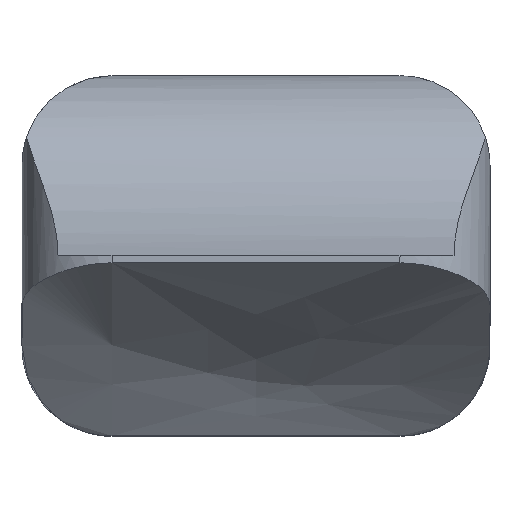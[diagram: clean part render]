
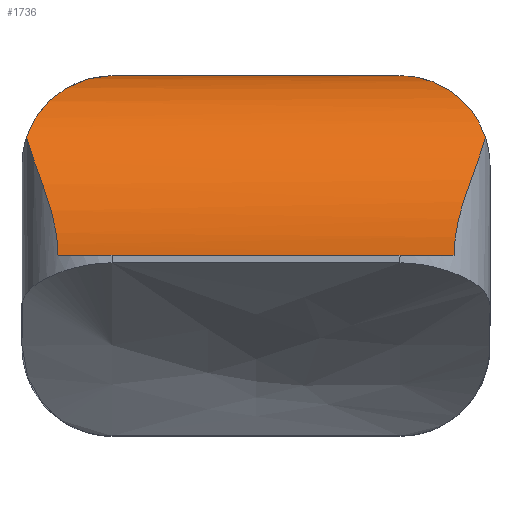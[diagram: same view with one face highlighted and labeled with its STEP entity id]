
A CAD part, top view. The second image highlights one B-rep face of the part: STEP entity #1736.
In plain terms, the highlighted cylindrical face has radius 10 mm (diameter 20 mm), a partial arc.
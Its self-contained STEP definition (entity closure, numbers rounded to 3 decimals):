
#1 = CARTESIAN_POINT ( 'NONE',  ( -11., 0., -1. ) ) ;
#27 = CARTESIAN_POINT ( 'NONE',  ( 10.956, 9.04, -6.711 ) ) ;
#38 = CARTESIAN_POINT ( 'NONE',  ( 8.948, 9.915, -9.656 ) ) ;
#105 = CARTESIAN_POINT ( 'NONE',  ( 11.08, 1.227, -1.057 ) ) ;
#136 = B_SPLINE_CURVE_WITH_KNOTS ( 'NONE', 3,
 ( #2035, #2235, #1433, #249, #1016, #433, #1258, #236, #27, #2060, #1405, #408, #38, #1210, #2010, #211, #1645, #1618 ),
 .UNSPECIFIED., .F., .F.,
 ( 4, 2, 2, 2, 2, 2, 2, 2, 4 ),
 ( 0.002, 0.003, 0.004, 0.006, 0.007, 0.009, 0.01, 0.011, 0.012 ),
 .UNSPECIFIED. ) ;
#172 = EDGE_CURVE ( 'NONE', #1735, #492, #763, .T. ) ;
#180 = CARTESIAN_POINT ( 'NONE',  ( -12.246, 7.657, -4.557 ) ) ;
#197 = CARTESIAN_POINT ( 'NONE',  ( 11., 0., -1. ) ) ;
#211 = CARTESIAN_POINT ( 'NONE',  ( 8.238, 9.996, -10.664 ) ) ;
#219 = FACE_OUTER_BOUND ( 'NONE', #1720, .T. ) ;
#236 = CARTESIAN_POINT ( 'NONE',  ( 11.162, 8.883, -6.392 ) ) ;
#249 = CARTESIAN_POINT ( 'NONE',  ( 12.246, 7.657, -4.557 ) ) ;
#251 = VERTEX_POINT ( 'NONE', #1409 ) ;
#274 = VECTOR ( 'NONE', #1229, 1000. ) ;
#336 = CARTESIAN_POINT ( 'NONE',  ( -12.654, 6.854, -3.707 ) ) ;
#347 = VERTEX_POINT ( 'NONE', #2232 ) ;
#348 = CARTESIAN_POINT ( 'NONE',  ( -11.02, 0.619, -1.014 ) ) ;
#359 = CARTESIAN_POINT ( 'NONE',  ( 11.522, 2.977, -1.449 ) ) ;
#374 = CARTESIAN_POINT ( 'NONE',  ( 12.362, 5.355, -2.55 ) ) ;
#378 = CARTESIAN_POINT ( 'NONE',  ( -11.556, 8.525, -5.76 ) ) ;
#408 = CARTESIAN_POINT ( 'NONE',  ( 9.184, 9.864, -9.321 ) ) ;
#433 = CARTESIAN_POINT ( 'NONE',  ( 11.742, 8.328, -5.451 ) ) ;
#492 = VERTEX_POINT ( 'NONE', #876 ) ;
#504 = CARTESIAN_POINT ( 'NONE',  ( 11.275, 2.112, -1.221 ) ) ;
#567 = CARTESIAN_POINT ( 'NONE',  ( -11., 0., -1. ) ) ;
#614 = EDGE_CURVE ( 'NONE', #2336, #347, #2359, .T. ) ;
#645 = CARTESIAN_POINT ( 'NONE',  ( 17., 0., -1. ) ) ;
#708 = CARTESIAN_POINT ( 'NONE',  ( 12.753, 6.553, -3.447 ) ) ;
#711 = CARTESIAN_POINT ( 'NONE',  ( -12.09, 4.606, -2.119 ) ) ;
#720 = CARTESIAN_POINT ( 'NONE',  ( 12.613, 6.089, -3.062 ) ) ;
#724 = CARTESIAN_POINT ( 'NONE',  ( -11.148, 1.536, -1.114 ) ) ;
#726 = EDGE_CURVE ( 'NONE', #1735, #1318, #2449, .T. ) ;
#763 = B_SPLINE_CURVE_WITH_KNOTS ( 'NONE', 3,
 ( #956, #2173, #105, #504, #925, #359, #1962, #1327, #1765, #374, #1722, #720, #1906, #708 ),
 .UNSPECIFIED., .F., .F.,
 ( 4, 2, 2, 2, 2, 2, 4 ),
 ( 0., 0.002, 0.003, 0.004, 0.006, 0.006, 0.007 ),
 .UNSPECIFIED. ) ;
#772 = CARTESIAN_POINT ( 'NONE',  ( -9.877, 9.659, -8.325 ) ) ;
#789 = DIRECTION ( 'NONE',  ( -1., 0., 0. ) ) ;
#793 = ORIENTED_EDGE ( 'NONE', *, *, #1988, .T. ) ;
#827 = CYLINDRICAL_SURFACE ( 'NONE', #1276, 10. ) ;
#876 = CARTESIAN_POINT ( 'NONE',  ( 12.753, 6.553, -3.447 ) ) ;
#915 = CARTESIAN_POINT ( 'NONE',  ( -12.184, 4.863, -2.257 ) ) ;
#925 = CARTESIAN_POINT ( 'NONE',  ( 11.353, 2.405, -1.289 ) ) ;
#956 = CARTESIAN_POINT ( 'NONE',  ( 11., 0., -1. ) ) ;
#1016 = CARTESIAN_POINT ( 'NONE',  ( 12.087, 7.894, -4.85 ) ) ;
#1051 = DIRECTION ( 'NONE',  ( -1., 0., 0. ) ) ;
#1089 = B_SPLINE_CURVE_WITH_KNOTS ( 'NONE', 3,
 ( #1330, #1713, #2539, #915, #711, #2347, #2160, #1344, #1737, #724, #1950, #348, #1102, #567 ),
 .UNSPECIFIED., .F., .F.,
 ( 4, 2, 2, 2, 2, 2, 4 ),
 ( 0., 0.002, 0.003, 0.004, 0.006, 0.006, 0.007 ),
 .UNSPECIFIED. ) ;
#1102 = CARTESIAN_POINT ( 'NONE',  ( -11., 0.311, -1. ) ) ;
#1135 = CARTESIAN_POINT ( 'NONE',  ( -11.162, 8.883, -6.392 ) ) ;
#1210 = CARTESIAN_POINT ( 'NONE',  ( 8.594, 9.966, -10.16 ) ) ;
#1222 = LINE ( 'NONE', #1842, #2413 ) ;
#1229 = DIRECTION ( 'NONE',  ( -1., 0., 0. ) ) ;
#1258 = CARTESIAN_POINT ( 'NONE',  ( 11.556, 8.525, -5.76 ) ) ;
#1276 = AXIS2_PLACEMENT_3D ( 'NONE', #1821, #789, #2044 ) ;
#1286 = EDGE_CURVE ( 'NONE', #251, #2336, #1222, .T. ) ;
#1318 = VERTEX_POINT ( 'NONE', #1 ) ;
#1327 = CARTESIAN_POINT ( 'NONE',  ( 11.892, 4.075, -1.849 ) ) ;
#1330 = CARTESIAN_POINT ( 'NONE',  ( -12.753, 6.553, -3.447 ) ) ;
#1332 = CARTESIAN_POINT ( 'NONE',  ( -8., 10., -11. ) ) ;
#1344 = CARTESIAN_POINT ( 'NONE',  ( -11.52, 2.986, -1.438 ) ) ;
#1345 = CARTESIAN_POINT ( 'NONE',  ( -12.753, 6.553, -3.447 ) ) ;
#1377 = CARTESIAN_POINT ( 'NONE',  ( -10.323, 9.456, -7.673 ) ) ;
#1405 = CARTESIAN_POINT ( 'NONE',  ( 9.877, 9.659, -8.325 ) ) ;
#1409 = CARTESIAN_POINT ( 'NONE',  ( 8., 10., -11. ) ) ;
#1433 = CARTESIAN_POINT ( 'NONE',  ( 12.529, 7.138, -3.986 ) ) ;
#1618 = CARTESIAN_POINT ( 'NONE',  ( 8., 10., -11. ) ) ;
#1645 = CARTESIAN_POINT ( 'NONE',  ( 8.118, 10., -10.834 ) ) ;
#1672 = ORIENTED_EDGE ( 'NONE', *, *, #726, .F. ) ;
#1713 = CARTESIAN_POINT ( 'NONE',  ( -12.623, 6.095, -3.049 ) ) ;
#1720 = EDGE_LOOP ( 'NONE', ( #1672, #1738, #2370, #2095, #2448, #793 ) ) ;
#1722 = CARTESIAN_POINT ( 'NONE',  ( 12.45, 5.604, -2.713 ) ) ;
#1735 = VERTEX_POINT ( 'NONE', #197 ) ;
#1736 = ADVANCED_FACE ( 'NONE', ( #219 ), #827, .T. ) ;
#1737 = CARTESIAN_POINT ( 'NONE',  ( -11.344, 2.421, -1.279 ) ) ;
#1738 = ORIENTED_EDGE ( 'NONE', *, *, #172, .T. ) ;
#1739 = CARTESIAN_POINT ( 'NONE',  ( -11.742, 8.328, -5.451 ) ) ;
#1765 = CARTESIAN_POINT ( 'NONE',  ( 12.088, 4.598, -2.1 ) ) ;
#1783 = CARTESIAN_POINT ( 'NONE',  ( -12.529, 7.138, -3.986 ) ) ;
#1821 = CARTESIAN_POINT ( 'NONE',  ( 17., 0., -11. ) ) ;
#1842 = CARTESIAN_POINT ( 'NONE',  ( 17., 10., -11. ) ) ;
#1906 = CARTESIAN_POINT ( 'NONE',  ( 12.688, 6.324, -3.248 ) ) ;
#1950 = CARTESIAN_POINT ( 'NONE',  ( -11.093, 1.232, -1.071 ) ) ;
#1962 = CARTESIAN_POINT ( 'NONE',  ( 11.613, 3.256, -1.54 ) ) ;
#1979 = CARTESIAN_POINT ( 'NONE',  ( -12.087, 7.894, -4.85 ) ) ;
#1988 = EDGE_CURVE ( 'NONE', #347, #1318, #1089, .T. ) ;
#2010 = CARTESIAN_POINT ( 'NONE',  ( 8.475, 9.979, -10.328 ) ) ;
#2035 = CARTESIAN_POINT ( 'NONE',  ( 12.753, 6.553, -3.447 ) ) ;
#2044 = DIRECTION ( 'NONE',  ( 0., 0., 1. ) ) ;
#2060 = CARTESIAN_POINT ( 'NONE',  ( 10.323, 9.456, -7.673 ) ) ;
#2095 = ORIENTED_EDGE ( 'NONE', *, *, #1286, .T. ) ;
#2134 = CARTESIAN_POINT ( 'NONE',  ( -10.957, 9.04, -6.711 ) ) ;
#2160 = CARTESIAN_POINT ( 'NONE',  ( -11.802, 3.809, -1.749 ) ) ;
#2173 = CARTESIAN_POINT ( 'NONE',  ( 11., 0.623, -1. ) ) ;
#2230 = EDGE_CURVE ( 'NONE', #492, #251, #136, .T. ) ;
#2232 = CARTESIAN_POINT ( 'NONE',  ( -12.753, 6.553, -3.447 ) ) ;
#2235 = CARTESIAN_POINT ( 'NONE',  ( 12.654, 6.854, -3.707 ) ) ;
#2336 = VERTEX_POINT ( 'NONE', #2467 ) ;
#2347 = CARTESIAN_POINT ( 'NONE',  ( -11.899, 4.08, -1.866 ) ) ;
#2359 = B_SPLINE_CURVE_WITH_KNOTS ( 'NONE', 3,
 ( #1332, #2569, #2389, #772, #1377, #2134, #1135, #378, #1739, #1979, #180, #1783, #336, #1345 ),
 .UNSPECIFIED., .F., .F.,
 ( 4, 2, 2, 2, 2, 2, 4 ),
 ( 0., 0.002, 0.005, 0.006, 0.007, 0.009, 0.01 ),
 .UNSPECIFIED. ) ;
#2370 = ORIENTED_EDGE ( 'NONE', *, *, #2230, .T. ) ;
#2389 = CARTESIAN_POINT ( 'NONE',  ( -8.953, 9.932, -9.652 ) ) ;
#2413 = VECTOR ( 'NONE', #1051, 1000. ) ;
#2448 = ORIENTED_EDGE ( 'NONE', *, *, #614, .T. ) ;
#2449 = LINE ( 'NONE', #645, #274 ) ;
#2467 = CARTESIAN_POINT ( 'NONE',  ( -8., 10., -11. ) ) ;
#2539 = CARTESIAN_POINT ( 'NONE',  ( -12.456, 5.616, -2.705 ) ) ;
#2569 = CARTESIAN_POINT ( 'NONE',  ( -8.475, 10., -10.328 ) ) ;
